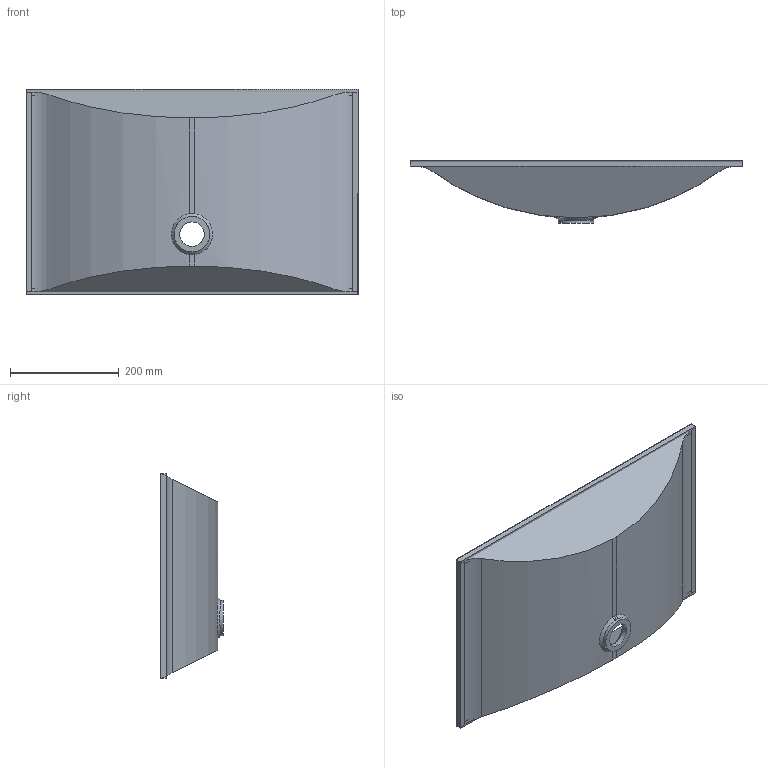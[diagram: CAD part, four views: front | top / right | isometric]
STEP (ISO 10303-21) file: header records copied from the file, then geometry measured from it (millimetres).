
FILE_DESCRIPTION (( 'STEP AP214' ), '1' );
FILE_NAME ('THA-1_[Thalia590x355].STEP', '2018-04-18T12:51:56', ( '' ), ( '' ), 'SwSTEP 2.0', 'SolidWorks 2017', '' );
FILE_SCHEMA (( 'AUTOMOTIVE_DESIGN' ));
Length unit declared in the file: millimetre
Products named in the file (1): THA-1_[Thalia590x355]
Bounding box: 610 x 115 x 377.36 mm (x, y, z)
Volume: 3030980.6 mm3; surface area: 667386.6 mm2
Topology: 2 solids, 2 shells, 50 faces, 132 edges, 86 vertices
Faces by surface type: plane 24, cylinder 12, cone 10, bspline 4
Entity records: 3364 total; most frequent: CARTESIAN_POINT 2168, ORIENTED_EDGE 264, DIRECTION 204, EDGE_CURVE 132, VERTEX_POINT 86, AXIS2_PLACEMENT_3D 69, VECTOR 66, LINE 66
